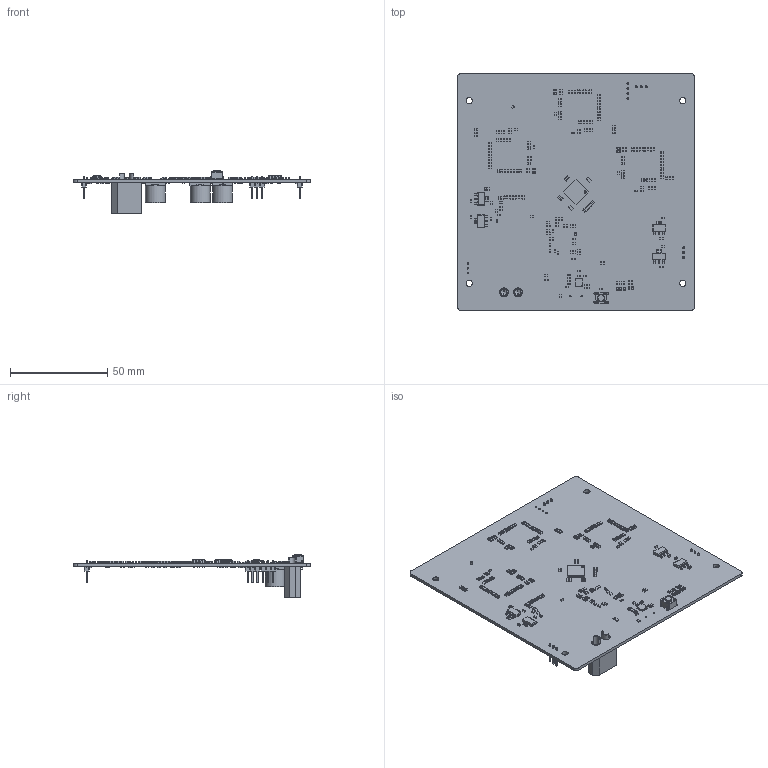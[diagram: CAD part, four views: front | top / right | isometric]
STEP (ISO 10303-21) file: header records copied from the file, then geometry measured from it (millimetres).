
FILE_DESCRIPTION(('KiCad electronic assembly'),'2;1');
FILE_NAME('motordriver.step','2025-02-20T12:32:17',('Pcbnew'),('Kicad'), 'Open CASCADE STEP processor 7.8','KiCad to STEP converter','Unknown' );
FILE_SCHEMA(('AUTOMOTIVE_DESIGN { 1 0 10303 214 1 1 1 1 }'));
Length unit declared in the file: millimetre
Products named in the file (22): motordriver 1; R_0603_1608Metric; C_0603_1608Metric; ATSAME53J18A-MF; ASSEMBLY; D_0603_1608Metric; D_0603; SOT-223; SOT_223; SW_PUSH_6mm; ATSAMD11D14A-MNT; PinHeader_1x03_P2.54mm_Vertical; PinHeader_1x03_P254mm_Vertical; MAL215099001E3; XT60-M; motordriver_PCB
Assembly tree (301 placements, depth 3):
  motordriver 1
    R_0603_1608Metric  x110
      R_0603_1608Metric
    C_0603_1608Metric  x151
      C_0603_1608Metric
    ATSAME53J18A-MF
      ASSEMBLY
    D_0603_1608Metric  x15
      D_0603
    SOT-223  x4
      SOT_223
    SW_PUSH_6mm
      SW_PUSH_6mm
    ATSAMD11D14A-MNT
      ASSEMBLY
    PinHeader_1x03_P2.54mm_Vertical  x3
      PinHeader_1x03_P254mm_Vertical
    MAL215099001E3  x3
      ASSEMBLY
    XT60-M
      XT60-M
    motordriver_PCB
Bounding box: 122 x 122 x 22 mm (x, y, z)
Volume: 28141 mm3; surface area: 38144.3 mm2
Topology: 392 solids, 392 shells, 9152 faces, 23373 edges, 15353 vertices
Faces by surface type: plane 5868, cylinder 3189, bspline 72, cone 16, torus 7
Full cylindrical faces by diameter (mm): 0.5 x1, 0.65 x2, 1 x17, 1.1 x4, 1.125 x1, 3.2 x4, 3.5 x1, 4.55 x2, 10.2 x3
Entity records: 36342 total; most frequent: CARTESIAN_POINT 6142, DIRECTION 5787, ORIENTED_EDGE 5046, EDGE_CURVE 2523, AXIS2_PLACEMENT_3D 1934, LINE 1919, VECTOR 1919, VERTEX_POINT 1649
